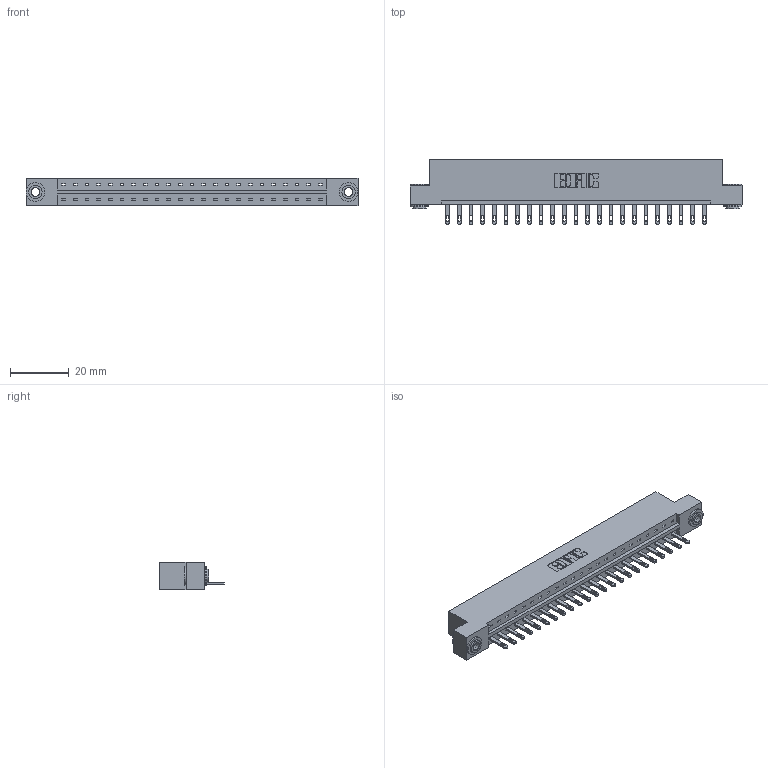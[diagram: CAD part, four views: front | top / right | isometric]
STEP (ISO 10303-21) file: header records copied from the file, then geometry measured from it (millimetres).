
FILE_DESCRIPTION (( 'STEP AP203' ), '1' );
FILE_NAME ('333-023-500-103.STEP', '2018-08-02T03:06:31', ( '' ), ( '' ), 'SwSTEP 2.0', 'SolidWorks 2016', '' );
FILE_SCHEMA (( 'CONFIG_CONTROL_DESIGN' ));
Length unit declared in the file: inch
Products named in the file (4): 345-250-002_345-250-002-102; 333-023-500-103; 333 Part_Flush - .156 Dia - TH; 345-292-001_345-293-100
Assembly tree (26 placements, depth 2):
  333-023-500-103
    333 Part_Flush - .156 Dia - TH
    345-292-001_345-293-100  x23
    345-250-002_345-250-002-102  x2
Bounding box: 112.67 x 21.85 x 9.4 mm (x, y, z)
Volume: 11208.5 mm3; surface area: 12286.4 mm2
Topology: 26 solids, 26 shells, 1394 faces, 4251 edges, 2830 vertices
Faces by surface type: plane 908, cylinder 478, cone 8
Entity records: 17098 total; most frequent: CARTESIAN_POINT 2930, ORIENTED_EDGE 2882, DIRECTION 2545, EDGE_CURVE 1441, LINE 1285, VECTOR 1285, VERTEX_POINT 958, AXIS2_PLACEMENT_3D 630
